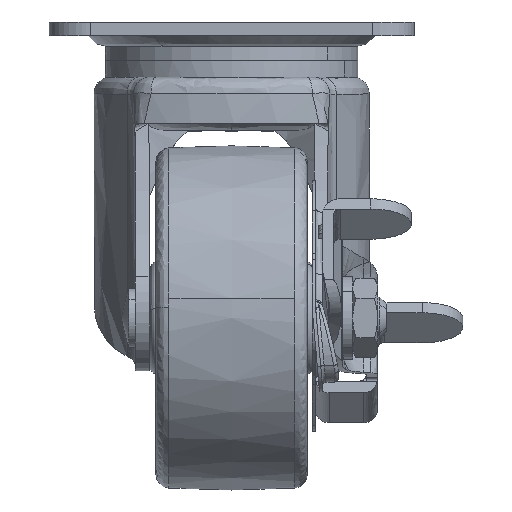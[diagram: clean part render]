
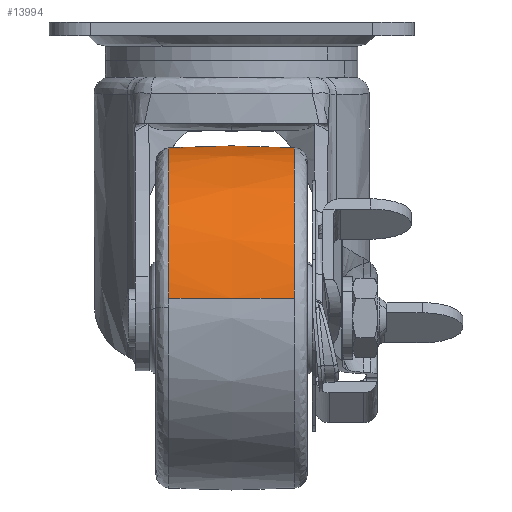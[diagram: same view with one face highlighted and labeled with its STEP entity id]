
A CAD part, left-side view. The second image highlights one B-rep face of the part: STEP entity #13994.
In plain terms, the highlighted free-form (B-spline) face has degree [2, 2] with [3, 5] control points.
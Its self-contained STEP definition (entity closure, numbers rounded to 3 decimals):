
#13127=CARTESIAN_POINT('',(0.0,-9.122,-18.278));
#13128=VERTEX_POINT('',#13127);
#13145=CARTESIAN_POINT('',(-24.557,-9.122,-40.145));
#13146=VERTEX_POINT('',#13145);
#13147=CARTESIAN_POINT('',(0.0,-9.122,-18.278));
#13148=CARTESIAN_POINT('',(-1.593,-9.122,-18.277));
#13149=CARTESIAN_POINT('',(-4.871,-9.122,-18.595));
#13150=CARTESIAN_POINT('',(-9.421,-9.122,-19.98));
#13151=CARTESIAN_POINT('',(-13.121,-9.122,-21.935));
#13152=CARTESIAN_POINT('',(-16.178,-9.122,-24.195));
#13153=CARTESIAN_POINT('',(-18.988,-9.122,-26.967));
#13154=CARTESIAN_POINT('',(-21.38,-9.122,-30.348));
#13155=CARTESIAN_POINT('',(-22.978,-9.122,-33.696));
#13156=CARTESIAN_POINT('',(-24.018,-9.122,-36.86));
#13157=CARTESIAN_POINT('',(-24.417,-9.122,-38.936));
#13158=CARTESIAN_POINT('',(-24.557,-9.122,-40.145));
#13159=B_SPLINE_CURVE_WITH_KNOTS('',3,(#13147,#13148,#13149,#13150,#13151,#13152,#13153,#13154,#13155,#13156,#13157,#13158),.UNSPECIFIED.,.F.,.U.,(4,1,1,1,1,1,1,1,1,4),(0.,4.778,9.836,14.192,17.284,21.218,25.996,29.65,32.32,35.973),.UNSPECIFIED.);
#13160=EDGE_CURVE('',#13128,#13146,#13159,.T.);
#13224=CARTESIAN_POINT('',(0.0,9.122,-18.278));
#13225=VERTEX_POINT('',#13224);
#13307=CARTESIAN_POINT('',(-24.557,9.122,-40.145));
#13308=VERTEX_POINT('',#13307);
#13316=CARTESIAN_POINT('',(0.0,9.122,-18.278));
#13317=CARTESIAN_POINT('',(-1.92,9.122,-18.277));
#13318=CARTESIAN_POINT('',(-5.012,9.122,-18.64));
#13319=CARTESIAN_POINT('',(-8.686,9.122,-19.793));
#13320=CARTESIAN_POINT('',(-11.296,9.122,-20.961));
#13321=CARTESIAN_POINT('',(-14.182,9.122,-22.624));
#13322=CARTESIAN_POINT('',(-16.966,9.122,-24.871));
#13323=CARTESIAN_POINT('',(-19.539,9.122,-27.732));
#13324=CARTESIAN_POINT('',(-21.683,9.122,-30.875));
#13325=CARTESIAN_POINT('',(-23.599,9.122,-35.07));
#13326=CARTESIAN_POINT('',(-24.352,9.122,-38.377));
#13327=CARTESIAN_POINT('',(-24.557,9.122,-40.145));
#13328=B_SPLINE_CURVE_WITH_KNOTS('',3,(#13316,#13317,#13318,#13319,#13320,#13321,#13322,#13323,#13324,#13325,#13326,#13327),.UNSPECIFIED.,.F.,.U.,(4,1,1,1,1,1,1,1,1,4),(0.,5.761,9.274,11.523,14.333,19.251,22.202,25.856,30.633,35.973),.UNSPECIFIED.);
#13329=EDGE_CURVE('',#13225,#13308,#13328,.T.);
#13929=CARTESIAN_POINT('',(-24.557,-9.122,-40.145));
#13930=CARTESIAN_POINT('',(-25.109,0.,-40.081));
#13931=CARTESIAN_POINT('',(-24.557,9.122,-40.145));
#13939=(BOUNDED_CURVE()B_SPLINE_CURVE(2,(#13929,#13930,#13931),.UNSPECIFIED.,.F.,.U.)B_SPLINE_CURVE_WITH_KNOTS((3,3),(0.45,0.55),.UNSPECIFIED.)CURVE()GEOMETRIC_REPRESENTATION_ITEM()RATIONAL_B_SPLINE_CURVE((0.878,0.876,0.878))REPRESENTATION_ITEM(''));
#13940=EDGE_CURVE('',#13146,#13308,#13939,.T.);
#13946=CARTESIAN_POINT('',(0.0,-9.122,-18.278));
#13947=CARTESIAN_POINT('',(0.0,0.,-17.722));
#13948=CARTESIAN_POINT('',(0.0,9.122,-18.278));
#13956=(BOUNDED_CURVE()B_SPLINE_CURVE(2,(#13946,#13947,#13948),.UNSPECIFIED.,.F.,.U.)B_SPLINE_CURVE_WITH_KNOTS((3,3),(0.45,0.55),.UNSPECIFIED.)CURVE()GEOMETRIC_REPRESENTATION_ITEM()RATIONAL_B_SPLINE_CURVE((0.918,0.916,0.918))REPRESENTATION_ITEM(''));
#13957=EDGE_CURVE('',#13128,#13225,#13956,.T.);
#13965=CARTESIAN_POINT('',(0.16,-10.031,-18.336));
#13966=CARTESIAN_POINT('',(0.164,0.,-17.663));
#13967=CARTESIAN_POINT('',(0.16,10.031,-18.336));
#13968=CARTESIAN_POINT('',(0.08,-10.031,-18.336));
#13969=CARTESIAN_POINT('',(0.082,0.,-17.663));
#13970=CARTESIAN_POINT('',(0.08,10.031,-18.336));
#13971=CARTESIAN_POINT('',(-21.963,-10.031,-18.336));
#13972=CARTESIAN_POINT('',(-22.562,0.,-17.663));
#13973=CARTESIAN_POINT('',(-21.963,10.031,-18.336));
#13974=CARTESIAN_POINT('',(-24.509,-10.031,-40.235));
#13975=CARTESIAN_POINT('',(-25.177,0.,-40.16));
#13976=CARTESIAN_POINT('',(-24.509,10.031,-40.235));
#13977=CARTESIAN_POINT('',(-24.519,-10.031,-40.318));
#13978=CARTESIAN_POINT('',(-25.187,0.,-40.245));
#13979=CARTESIAN_POINT('',(-24.519,10.031,-40.318));
#13987=(BOUNDED_SURFACE()B_SPLINE_SURFACE(2,2,((#13965,#13968,#13971,#13974,#13977),(#13966,#13969,#13972,#13975,#13978),(#13967,#13970,#13973,#13976,#13979)),.UNSPECIFIED.,.F.,.F.,.U.)B_SPLINE_SURFACE_WITH_KNOTS((3,3),(3,1,1,3),(0.0,20.084),(0.0,0.19,38.256,38.447),.UNSPECIFIED.)GEOMETRIC_REPRESENTATION_ITEM()RATIONAL_B_SPLINE_SURFACE(((0.92,0.919,0.67,0.879,0.88),(0.918,0.917,0.669,0.877,0.878),(0.92,0.919,0.67,0.879,0.88)))REPRESENTATION_ITEM('')SURFACE());
#13988=ORIENTED_EDGE('',*,*,#13160,.F.);
#13989=ORIENTED_EDGE('',*,*,#13957,.T.);
#13990=ORIENTED_EDGE('',*,*,#13329,.T.);
#13991=ORIENTED_EDGE('',*,*,#13940,.F.);
#13992=EDGE_LOOP('',(#13988,#13989,#13990,#13991));
#13993=FACE_OUTER_BOUND('',#13992,.T.);
#13994=ADVANCED_FACE('',(#13993),#13987,.T.);
